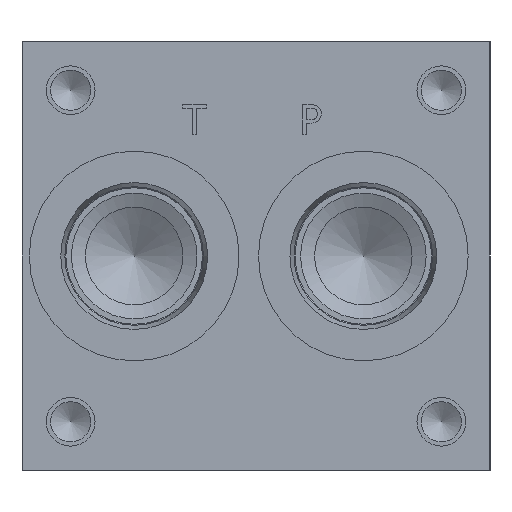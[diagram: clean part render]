
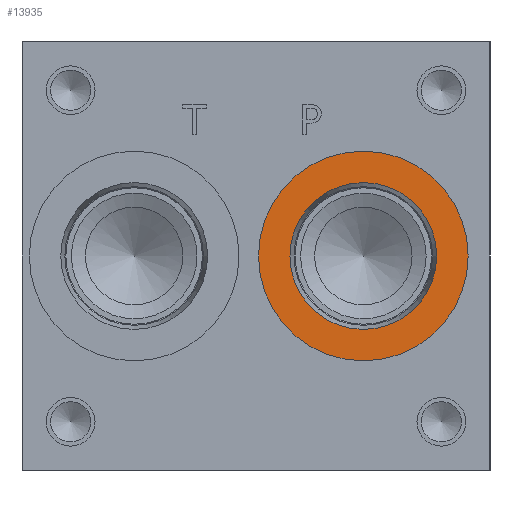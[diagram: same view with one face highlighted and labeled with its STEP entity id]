
A CAD part, left-side view. The second image highlights one B-rep face of the part: STEP entity #13935.
In plain terms, the highlighted planar face has unit normal (-1, 0, 0).
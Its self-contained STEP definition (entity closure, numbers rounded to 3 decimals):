
#345=CIRCLE('',#14644,17.069);
#346=CIRCLE('',#14645,17.069);
#347=CIRCLE('',#14647,11.951);
#348=CIRCLE('',#14648,11.951);
#695=FACE_BOUND('',#2632,.T.);
#1831=FACE_OUTER_BOUND('',#2631,.T.);
#2631=EDGE_LOOP('',(#11628,#11629));
#2632=EDGE_LOOP('',(#11630,#11631));
#6321=VERTEX_POINT('',#23637);
#6322=VERTEX_POINT('',#23639);
#6323=VERTEX_POINT('',#23643);
#6324=VERTEX_POINT('',#23644);
#8178=EDGE_CURVE('',#6321,#6322,#345,.T.);
#8179=EDGE_CURVE('',#6322,#6321,#346,.T.);
#8180=EDGE_CURVE('',#6323,#6324,#347,.T.);
#8181=EDGE_CURVE('',#6324,#6323,#348,.T.);
#11628=ORIENTED_EDGE('',*,*,#8179,.F.);
#11629=ORIENTED_EDGE('',*,*,#8178,.F.);
#11630=ORIENTED_EDGE('',*,*,#8180,.T.);
#11631=ORIENTED_EDGE('',*,*,#8181,.T.);
#12872=PLANE('',#14646);
#13935=ADVANCED_FACE('',(#1831,#695),#12872,.F.);
#14644=AXIS2_PLACEMENT_3D('',#23640,#17190,#17191);
#14645=AXIS2_PLACEMENT_3D('',#23641,#17192,#17193);
#14646=AXIS2_PLACEMENT_3D('',#23642,#17194,#17195);
#14647=AXIS2_PLACEMENT_3D('',#23645,#17196,#17197);
#14648=AXIS2_PLACEMENT_3D('',#23646,#17198,#17199);
#17190=DIRECTION('center_axis',(1.,0.,0.));
#17191=DIRECTION('ref_axis',(0.,0.,-1.));
#17192=DIRECTION('center_axis',(1.,0.,0.));
#17193=DIRECTION('ref_axis',(0.,0.,-1.));
#17194=DIRECTION('center_axis',(1.,0.,0.));
#17195=DIRECTION('ref_axis',(0.,0.,-1.));
#17196=DIRECTION('center_axis',(1.,0.,0.));
#17197=DIRECTION('ref_axis',(0.,0.,-1.));
#17198=DIRECTION('center_axis',(1.,0.,0.));
#17199=DIRECTION('ref_axis',(0.,0.,-1.));
#23637=CARTESIAN_POINT('',(0.787,20.625,17.856));
#23639=CARTESIAN_POINT('',(0.787,20.625,51.994));
#23640=CARTESIAN_POINT('Origin',(0.787,20.625,34.925));
#23641=CARTESIAN_POINT('Origin',(0.787,20.625,34.925));
#23642=CARTESIAN_POINT('Origin',(0.787,20.625,46.876));
#23643=CARTESIAN_POINT('',(0.787,20.625,46.876));
#23644=CARTESIAN_POINT('',(0.787,20.625,22.974));
#23645=CARTESIAN_POINT('Origin',(0.787,20.625,34.925));
#23646=CARTESIAN_POINT('Origin',(0.787,20.625,34.925));
